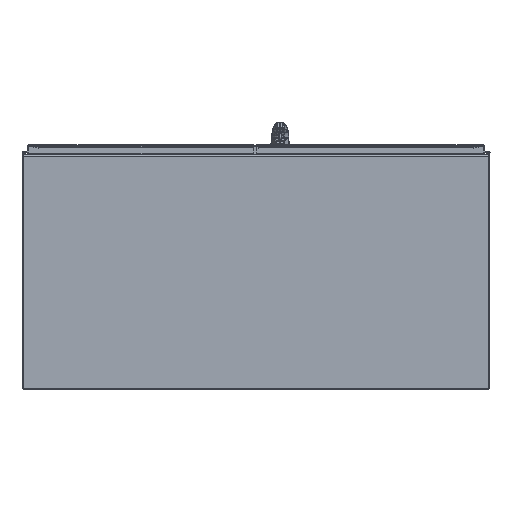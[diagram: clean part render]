
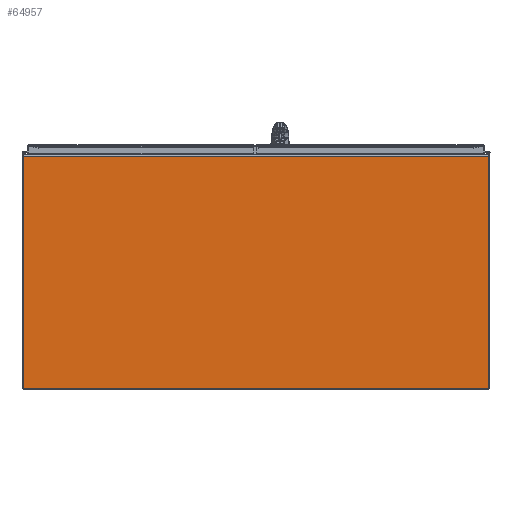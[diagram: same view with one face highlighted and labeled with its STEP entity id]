
A CAD part, front view. The second image highlights one B-rep face of the part: STEP entity #64957.
In plain terms, the highlighted face is planar.
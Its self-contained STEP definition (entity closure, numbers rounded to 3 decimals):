
#11730=PLANE($,#68328);
#13179=FACE_OUTER_BOUND($,#15974,.T.);
#15974=EDGE_LOOP($,(#54070,#54071,#54072,#54073));
#19593=LINE($,#94054,#24602);
#19599=LINE($,#94072,#24608);
#19602=LINE($,#94078,#24611);
#19603=LINE($,#94079,#24612);
#24602=VECTOR($,#76877,47.875);
#24608=VECTOR($,#76901,23.844);
#24611=VECTOR($,#76906,23.844);
#24612=VECTOR($,#76907,47.875);
#32823=VERTEX_POINT($,#94051);
#32824=VERTEX_POINT($,#94053);
#32827=VERTEX_POINT($,#94071);
#32829=VERTEX_POINT($,#94077);
#42262=EDGE_CURVE($,#32824,#32823,#19593,.T.);
#42271=EDGE_CURVE($,#32824,#32827,#19599,.T.);
#42274=EDGE_CURVE($,#32829,#32823,#19602,.T.);
#42275=EDGE_CURVE($,#32827,#32829,#19603,.T.);
#54070=ORIENTED_EDGE($,*,*,#42262,.T.);
#54071=ORIENTED_EDGE($,*,*,#42274,.F.);
#54072=ORIENTED_EDGE($,*,*,#42275,.F.);
#54073=ORIENTED_EDGE($,*,*,#42271,.F.);
#64957=ADVANCED_FACE($,(#13179),#11730,.T.);
#68328=AXIS2_PLACEMENT_3D($,#94076,#76904,#76905);
#76877=DIRECTION($,(-1.,0.,0.));
#76901=DIRECTION($,(0.,-1.,0.));
#76904=DIRECTION('center_axis',(0.,0.,1.));
#76905=DIRECTION('ref_axis',(1.,0.,0.));
#76906=DIRECTION($,(0.,1.,0.));
#76907=DIRECTION($,(-1.,0.,0.));
#94051=CARTESIAN_POINT('',(-23.938,11.844,0.125));
#94053=CARTESIAN_POINT('',(23.938,11.844,0.125));
#94054=CARTESIAN_POINT($,(11.969,11.844,0.125));
#94071=CARTESIAN_POINT('',(23.938,-12.,0.125));
#94072=CARTESIAN_POINT($,(23.938,12.,0.125));
#94076=CARTESIAN_POINT('Origin',(0.,0.,
0.125));
#94077=CARTESIAN_POINT('',(-23.938,-12.,0.125));
#94078=CARTESIAN_POINT($,(-23.938,-12.,0.125));
#94079=CARTESIAN_POINT($,(23.938,-12.,0.125));
